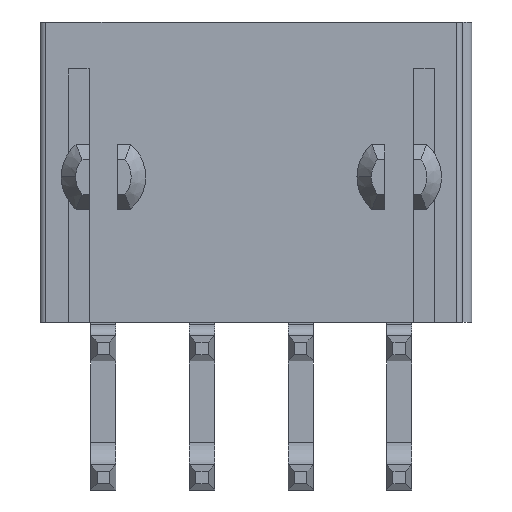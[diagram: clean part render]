
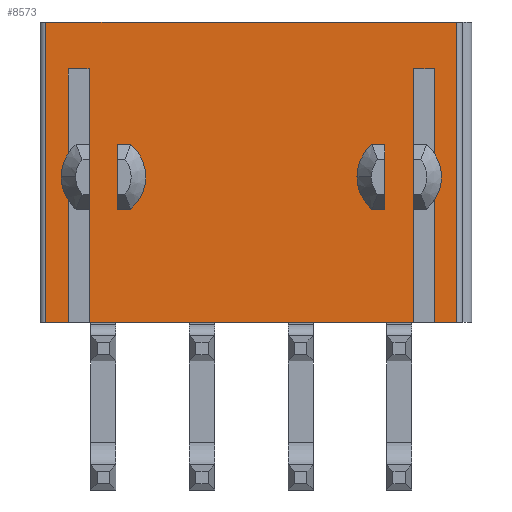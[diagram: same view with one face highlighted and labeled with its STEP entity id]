
A CAD part, front view. The second image highlights one B-rep face of the part: STEP entity #8573.
In plain terms, the highlighted planar face has unit normal (0, -1, 0).
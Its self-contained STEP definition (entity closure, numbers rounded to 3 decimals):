
#218 = EDGE_CURVE ( 'NONE', #1383, #7818, #5909, .T. ) ;
#393 = CARTESIAN_POINT ( 'NONE',  ( 8.75, 0.4, 6.6 ) ) ;
#426 = VERTEX_POINT ( 'NONE', #10299 ) ;
#451 = DIRECTION ( 'NONE',  ( 0., 1., 0. ) ) ;
#568 = ORIENTED_EDGE ( 'NONE', *, *, #4748, .F. ) ;
#625 = VERTEX_POINT ( 'NONE', #4209 ) ;
#815 = CARTESIAN_POINT ( 'NONE',  ( -7.8, 0.4, -6.2 ) ) ;
#1036 = CARTESIAN_POINT ( 'NONE',  ( -7.8, 0.4, 6.6 ) ) ;
#1278 = EDGE_CURVE ( 'NONE', #8872, #4708, #2317, .T. ) ;
#1301 = DIRECTION ( 'NONE',  ( 0., 0., -1. ) ) ;
#1324 = CARTESIAN_POINT ( 'NONE',  ( -6.91, 0.4, 4.6 ) ) ;
#1372 = DIRECTION ( 'NONE',  ( -1., 0., 0. ) ) ;
#1383 = VERTEX_POINT ( 'NONE', #2973 ) ;
#1471 = CARTESIAN_POINT ( 'NONE',  ( -5.69, 0.4, 1.37 ) ) ;
#1551 = ORIENTED_EDGE ( 'NONE', *, *, #11751, .T. ) ;
#1609 = VECTOR ( 'NONE', #2772, 1000. ) ;
#1616 = VERTEX_POINT ( 'NONE', #7589 ) ;
#1632 = ORIENTED_EDGE ( 'NONE', *, *, #218, .T. ) ;
#1733 = EDGE_CURVE ( 'NONE', #6029, #5333, #8473, .T. ) ;
#1754 = EDGE_CURVE ( 'NONE', #5414, #1616, #1793, .T. ) ;
#1780 = AXIS2_PLACEMENT_3D ( 'NONE', #4572, #9544, #8481 ) ;
#1793 = LINE ( 'NONE', #6924, #1609 ) ;
#1888 = VECTOR ( 'NONE', #11958, 1000. ) ;
#2114 = VERTEX_POINT ( 'NONE', #8243 ) ;
#2122 = EDGE_CURVE ( 'NONE', #4040, #426, #10963, .T. ) ;
#2135 = EDGE_CURVE ( 'NONE', #6962, #625, #2269, .T. ) ;
#2233 = LINE ( 'NONE', #4289, #7295 ) ;
#2269 = LINE ( 'NONE', #12194, #4084 ) ;
#2317 = CIRCLE ( 'NONE', #5392, 1.5 ) ;
#2396 = VECTOR ( 'NONE', #8427, 1000. ) ;
#2454 = DIRECTION ( 'NONE',  ( 0., 0., -1. ) ) ;
#2470 = LINE ( 'NONE', #393, #2396 ) ;
#2771 = AXIS2_PLACEMENT_3D ( 'NONE', #12095, #451, #10177 ) ;
#2772 = DIRECTION ( 'NONE',  ( 0., 0., -1. ) ) ;
#2973 = CARTESIAN_POINT ( 'NONE',  ( 8.75, 0.4, 6.6 ) ) ;
#3165 = CARTESIAN_POINT ( 'NONE',  ( 6.91, 0.4, -6.2 ) ) ;
#3213 = VECTOR ( 'NONE', #7638, 1000. ) ;
#3295 = CARTESIAN_POINT ( 'NONE',  ( 9., 0.4, -6.2 ) ) ;
#3355 = VECTOR ( 'NONE', #3780, 1000. ) ;
#3374 = EDGE_LOOP ( 'NONE', ( #1551, #1632, #10929, #6072, #11914, #10090, #10257, #568, #4600, #7413, #12505, #11288 ) ) ;
#3407 = EDGE_CURVE ( 'NONE', #7818, #426, #9543, .T. ) ;
#3697 = CARTESIAN_POINT ( 'NONE',  ( -6.3, 0.4, 0. ) ) ;
#3780 = DIRECTION ( 'NONE',  ( -1., 0., 0. ) ) ;
#3881 = ORIENTED_EDGE ( 'NONE', *, *, #1278, .F. ) ;
#4040 = VERTEX_POINT ( 'NONE', #815 ) ;
#4084 = VECTOR ( 'NONE', #1301, 1000. ) ;
#4186 = VECTOR ( 'NONE', #4964, 1000. ) ;
#4209 = CARTESIAN_POINT ( 'NONE',  ( -6.91, 0.4, -6.2 ) ) ;
#4289 = CARTESIAN_POINT ( 'NONE',  ( -9., 0.4, 4.6 ) ) ;
#4328 = CARTESIAN_POINT ( 'NONE',  ( 7.8, 0.4, -6.2 ) ) ;
#4531 = CARTESIAN_POINT ( 'NONE',  ( 5.69, 0.4, 1.37 ) ) ;
#4572 = CARTESIAN_POINT ( 'NONE',  ( 6.3, 0.4, 0. ) ) ;
#4600 = ORIENTED_EDGE ( 'NONE', *, *, #5106, .T. ) ;
#4609 = CARTESIAN_POINT ( 'NONE',  ( 9., 0.4, -6.2 ) ) ;
#4626 = LINE ( 'NONE', #10361, #11409 ) ;
#4703 = CARTESIAN_POINT ( 'NONE',  ( -8.75, 0.4, 6.6 ) ) ;
#4708 = VERTEX_POINT ( 'NONE', #5144 ) ;
#4748 = EDGE_CURVE ( 'NONE', #8165, #625, #7188, .T. ) ;
#4954 = ORIENTED_EDGE ( 'NONE', *, *, #9331, .F. ) ;
#4964 = DIRECTION ( 'NONE',  ( 0., 0., 1. ) ) ;
#5106 = EDGE_CURVE ( 'NONE', #8165, #2114, #4626, .T. ) ;
#5144 = CARTESIAN_POINT ( 'NONE',  ( -5.69, 0.4, 1.37 ) ) ;
#5262 = FACE_BOUND ( 'NONE', #8210, .T. ) ;
#5268 = VECTOR ( 'NONE', #6237, 1000. ) ;
#5333 = VERTEX_POINT ( 'NONE', #4328 ) ;
#5392 = AXIS2_PLACEMENT_3D ( 'NONE', #3697, #8496, #12378 ) ;
#5414 = VERTEX_POINT ( 'NONE', #4531 ) ;
#5612 = EDGE_CURVE ( 'NONE', #4040, #6646, #9805, .T. ) ;
#5783 = DIRECTION ( 'NONE',  ( 0., 0., -1. ) ) ;
#5909 = LINE ( 'NONE', #12568, #6494 ) ;
#6029 = VERTEX_POINT ( 'NONE', #6608 ) ;
#6072 = ORIENTED_EDGE ( 'NONE', *, *, #2122, .F. ) ;
#6109 = EDGE_LOOP ( 'NONE', ( #3881, #4954 ) ) ;
#6194 = VECTOR ( 'NONE', #5783, 1000. ) ;
#6237 = DIRECTION ( 'NONE',  ( -1., 0., 0. ) ) ;
#6494 = VECTOR ( 'NONE', #8616, 1000. ) ;
#6557 = CARTESIAN_POINT ( 'NONE',  ( -8.75, 0.4, 6.6 ) ) ;
#6600 = DIRECTION ( 'NONE',  ( 0., 0., 1. ) ) ;
#6608 = CARTESIAN_POINT ( 'NONE',  ( 7.8, 0.4, 4.6 ) ) ;
#6646 = VERTEX_POINT ( 'NONE', #9219 ) ;
#6654 = LINE ( 'NONE', #4609, #3355 ) ;
#6758 = EDGE_CURVE ( 'NONE', #1616, #5414, #7308, .T. ) ;
#6924 = CARTESIAN_POINT ( 'NONE',  ( 5.69, 0.4, 1.37 ) ) ;
#6962 = VERTEX_POINT ( 'NONE', #1324 ) ;
#7068 = EDGE_CURVE ( 'NONE', #6646, #6962, #7372, .T. ) ;
#7188 = LINE ( 'NONE', #12238, #5268 ) ;
#7295 = VECTOR ( 'NONE', #10355, 1000. ) ;
#7308 = CIRCLE ( 'NONE', #1780, 1.5 ) ;
#7372 = LINE ( 'NONE', #11441, #3213 ) ;
#7413 = ORIENTED_EDGE ( 'NONE', *, *, #10201, .T. ) ;
#7589 = CARTESIAN_POINT ( 'NONE',  ( 5.69, 0.4, -1.37 ) ) ;
#7638 = DIRECTION ( 'NONE',  ( 1., 0., 0. ) ) ;
#7818 = VERTEX_POINT ( 'NONE', #6557 ) ;
#8021 = EDGE_CURVE ( 'NONE', #10187, #5333, #6654, .T. ) ;
#8094 = PLANE ( 'NONE',  #2771 ) ;
#8165 = VERTEX_POINT ( 'NONE', #3165 ) ;
#8210 = EDGE_LOOP ( 'NONE', ( #8709, #9228 ) ) ;
#8243 = CARTESIAN_POINT ( 'NONE',  ( 6.91, 0.4, 4.6 ) ) ;
#8427 = DIRECTION ( 'NONE',  ( 0., 0., 1. ) ) ;
#8473 = LINE ( 'NONE', #12361, #10802 ) ;
#8481 = DIRECTION ( 'NONE',  ( 0., 0., -1. ) ) ;
#8496 = DIRECTION ( 'NONE',  ( 0., -1., 0. ) ) ;
#8573 = ADVANCED_FACE ( 'NONE', ( #5262, #9156, #10100 ), #8094, .F. ) ;
#8616 = DIRECTION ( 'NONE',  ( -1., 0., 0. ) ) ;
#8709 = ORIENTED_EDGE ( 'NONE', *, *, #6758, .T. ) ;
#8872 = VERTEX_POINT ( 'NONE', #10160 ) ;
#9156 = FACE_OUTER_BOUND ( 'NONE', #3374, .T. ) ;
#9219 = CARTESIAN_POINT ( 'NONE',  ( -7.8, 0.4, 4.6 ) ) ;
#9228 = ORIENTED_EDGE ( 'NONE', *, *, #1754, .T. ) ;
#9331 = EDGE_CURVE ( 'NONE', #4708, #8872, #10934, .T. ) ;
#9543 = LINE ( 'NONE', #4703, #6194 ) ;
#9544 = DIRECTION ( 'NONE',  ( 0., 1., 0. ) ) ;
#9588 = VECTOR ( 'NONE', #1372, 1000. ) ;
#9805 = LINE ( 'NONE', #1036, #4186 ) ;
#10090 = ORIENTED_EDGE ( 'NONE', *, *, #7068, .T. ) ;
#10100 = FACE_BOUND ( 'NONE', #6109, .T. ) ;
#10160 = CARTESIAN_POINT ( 'NONE',  ( -5.69, 0.4, -1.37 ) ) ;
#10177 = DIRECTION ( 'NONE',  ( 0., 0., 1. ) ) ;
#10187 = VERTEX_POINT ( 'NONE', #11943 ) ;
#10201 = EDGE_CURVE ( 'NONE', #2114, #6029, #2233, .T. ) ;
#10257 = ORIENTED_EDGE ( 'NONE', *, *, #2135, .T. ) ;
#10299 = CARTESIAN_POINT ( 'NONE',  ( -8.75, 0.4, -6.2 ) ) ;
#10355 = DIRECTION ( 'NONE',  ( 1., 0., 0. ) ) ;
#10361 = CARTESIAN_POINT ( 'NONE',  ( 6.91, 0.4, 6.6 ) ) ;
#10802 = VECTOR ( 'NONE', #2454, 1000. ) ;
#10929 = ORIENTED_EDGE ( 'NONE', *, *, #3407, .T. ) ;
#10934 = LINE ( 'NONE', #1471, #1888 ) ;
#10963 = LINE ( 'NONE', #3295, #9588 ) ;
#11288 = ORIENTED_EDGE ( 'NONE', *, *, #8021, .F. ) ;
#11409 = VECTOR ( 'NONE', #6600, 1000. ) ;
#11441 = CARTESIAN_POINT ( 'NONE',  ( -9., 0.4, 4.6 ) ) ;
#11751 = EDGE_CURVE ( 'NONE', #10187, #1383, #2470, .T. ) ;
#11914 = ORIENTED_EDGE ( 'NONE', *, *, #5612, .T. ) ;
#11943 = CARTESIAN_POINT ( 'NONE',  ( 8.75, 0.4, -6.2 ) ) ;
#11958 = DIRECTION ( 'NONE',  ( 0., 0., -1. ) ) ;
#12095 = CARTESIAN_POINT ( 'NONE',  ( 9., 0.4, 6.6 ) ) ;
#12194 = CARTESIAN_POINT ( 'NONE',  ( -6.91, 0.4, 6.6 ) ) ;
#12238 = CARTESIAN_POINT ( 'NONE',  ( 9., 0.4, -6.2 ) ) ;
#12361 = CARTESIAN_POINT ( 'NONE',  ( 7.8, 0.4, 6.6 ) ) ;
#12378 = DIRECTION ( 'NONE',  ( 0., 0., -1. ) ) ;
#12505 = ORIENTED_EDGE ( 'NONE', *, *, #1733, .T. ) ;
#12568 = CARTESIAN_POINT ( 'NONE',  ( 9., 0.4, 6.6 ) ) ;
